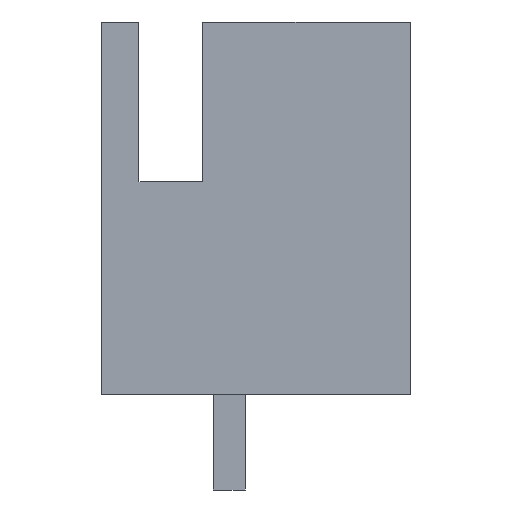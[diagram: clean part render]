
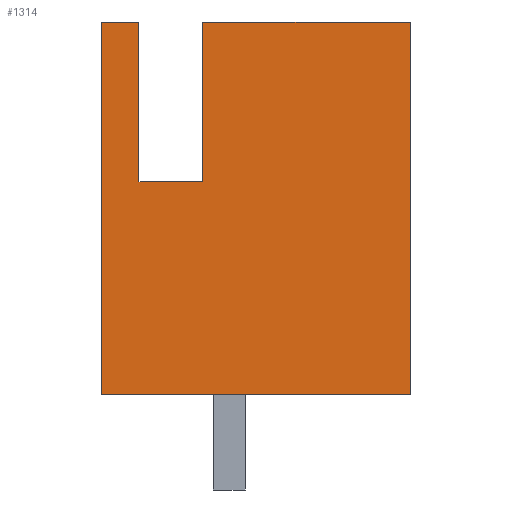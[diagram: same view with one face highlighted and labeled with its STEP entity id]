
A CAD part, left-side view. The second image highlights one B-rep face of the part: STEP entity #1314.
In plain terms, the highlighted planar face has unit normal (-1, 0, 0).
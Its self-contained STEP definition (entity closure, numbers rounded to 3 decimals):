
#55 = EDGE_CURVE ( 'NONE', #1652, #2740, #791, .T. ) ;
#152 = VECTOR ( 'NONE', #3025, 1000. ) ;
#172 = LINE ( 'NONE', #2101, #2936 ) ;
#211 = CARTESIAN_POINT ( 'NONE',  ( -7.52, -3.4, 0. ) ) ;
#376 = ORIENTED_EDGE ( 'NONE', *, *, #3132, .T. ) ;
#402 = CARTESIAN_POINT ( 'NONE',  ( -7.52, -3.4, 7. ) ) ;
#428 = DIRECTION ( 'NONE',  ( 0., 0., 1. ) ) ;
#472 = VERTEX_POINT ( 'NONE', #211 ) ;
#508 = ORIENTED_EDGE ( 'NONE', *, *, #2430, .F. ) ;
#589 = CARTESIAN_POINT ( 'NONE',  ( -7.52, -3.4, 7. ) ) ;
#624 = CARTESIAN_POINT ( 'NONE',  ( -7.52, 1.7, 7. ) ) ;
#773 = DIRECTION ( 'NONE',  ( 0., -1., 0. ) ) ;
#791 = LINE ( 'NONE', #2029, #3924 ) ;
#803 = VERTEX_POINT ( 'NONE', #4140 ) ;
#923 = ORIENTED_EDGE ( 'NONE', *, *, #55, .F. ) ;
#1026 = EDGE_CURVE ( 'NONE', #3070, #1652, #1498, .T. ) ;
#1050 = CARTESIAN_POINT ( 'NONE',  ( -7.52, -3.4, 7. ) ) ;
#1167 = DIRECTION ( 'NONE',  ( 1., 0., 0. ) ) ;
#1175 = DIRECTION ( 'NONE',  ( 0., 0., -1. ) ) ;
#1189 = FACE_OUTER_BOUND ( 'NONE', #1575, .T. ) ;
#1226 = ORIENTED_EDGE ( 'NONE', *, *, #3423, .F. ) ;
#1314 = ADVANCED_FACE ( 'NONE', ( #1189 ), #3472, .F. ) ;
#1366 = LINE ( 'NONE', #402, #152 ) ;
#1367 = VECTOR ( 'NONE', #1667, 1000. ) ;
#1391 = DIRECTION ( 'NONE',  ( 0., -1., 0. ) ) ;
#1494 = LINE ( 'NONE', #2061, #1785 ) ;
#1498 = LINE ( 'NONE', #2623, #3530 ) ;
#1511 = DIRECTION ( 'NONE',  ( 0., 1., 0. ) ) ;
#1513 = VERTEX_POINT ( 'NONE', #3714 ) ;
#1575 = EDGE_LOOP ( 'NONE', ( #923, #2300, #1226, #376, #508, #1896, #2443, #3261 ) ) ;
#1652 = VERTEX_POINT ( 'NONE', #3655 ) ;
#1667 = DIRECTION ( 'NONE',  ( 0., -1., 0. ) ) ;
#1725 = CARTESIAN_POINT ( 'NONE',  ( -7.52, 1.7, 4. ) ) ;
#1785 = VECTOR ( 'NONE', #428, 1000. ) ;
#1844 = AXIS2_PLACEMENT_3D ( 'NONE', #589, #1167, #1511 ) ;
#1896 = ORIENTED_EDGE ( 'NONE', *, *, #3796, .T. ) ;
#1996 = VERTEX_POINT ( 'NONE', #624 ) ;
#2029 = CARTESIAN_POINT ( 'NONE',  ( -7.52, -3.4, 7. ) ) ;
#2061 = CARTESIAN_POINT ( 'NONE',  ( -7.52, 1.7, 4. ) ) ;
#2101 = CARTESIAN_POINT ( 'NONE',  ( -7.52, 2.4, 7. ) ) ;
#2300 = ORIENTED_EDGE ( 'NONE', *, *, #1026, .F. ) ;
#2430 = EDGE_CURVE ( 'NONE', #3505, #1996, #3624, .T. ) ;
#2443 = ORIENTED_EDGE ( 'NONE', *, *, #3337, .T. ) ;
#2602 = DIRECTION ( 'NONE',  ( 0., 0., 1. ) ) ;
#2623 = CARTESIAN_POINT ( 'NONE',  ( -7.52, 0.5, 4. ) ) ;
#2680 = LINE ( 'NONE', #1725, #1367 ) ;
#2724 = LINE ( 'NONE', #4110, #2730 ) ;
#2730 = VECTOR ( 'NONE', #4026, 1000. ) ;
#2740 = VERTEX_POINT ( 'NONE', #1050 ) ;
#2936 = VECTOR ( 'NONE', #1175, 1000. ) ;
#3025 = DIRECTION ( 'NONE',  ( 0., 0., -1. ) ) ;
#3070 = VERTEX_POINT ( 'NONE', #3326 ) ;
#3132 = EDGE_CURVE ( 'NONE', #803, #1996, #1494, .T. ) ;
#3261 = ORIENTED_EDGE ( 'NONE', *, *, #3722, .F. ) ;
#3299 = CARTESIAN_POINT ( 'NONE',  ( -7.52, -3.4, 7. ) ) ;
#3326 = CARTESIAN_POINT ( 'NONE',  ( -7.52, 0.5, 4. ) ) ;
#3337 = EDGE_CURVE ( 'NONE', #1513, #472, #2724, .T. ) ;
#3423 = EDGE_CURVE ( 'NONE', #803, #3070, #2680, .T. ) ;
#3472 = PLANE ( 'NONE',  #1844 ) ;
#3505 = VERTEX_POINT ( 'NONE', #3928 ) ;
#3530 = VECTOR ( 'NONE', #2602, 1000. ) ;
#3624 = LINE ( 'NONE', #3299, #4078 ) ;
#3655 = CARTESIAN_POINT ( 'NONE',  ( -7.52, 0.5, 7. ) ) ;
#3714 = CARTESIAN_POINT ( 'NONE',  ( -7.52, 2.4, 0. ) ) ;
#3722 = EDGE_CURVE ( 'NONE', #2740, #472, #1366, .T. ) ;
#3796 = EDGE_CURVE ( 'NONE', #3505, #1513, #172, .T. ) ;
#3924 = VECTOR ( 'NONE', #773, 1000. ) ;
#3928 = CARTESIAN_POINT ( 'NONE',  ( -7.52, 2.4, 7. ) ) ;
#4026 = DIRECTION ( 'NONE',  ( 0., -1., 0. ) ) ;
#4078 = VECTOR ( 'NONE', #1391, 1000. ) ;
#4110 = CARTESIAN_POINT ( 'NONE',  ( -7.52, -3.4, 0. ) ) ;
#4140 = CARTESIAN_POINT ( 'NONE',  ( -7.52, 1.7, 4. ) ) ;
